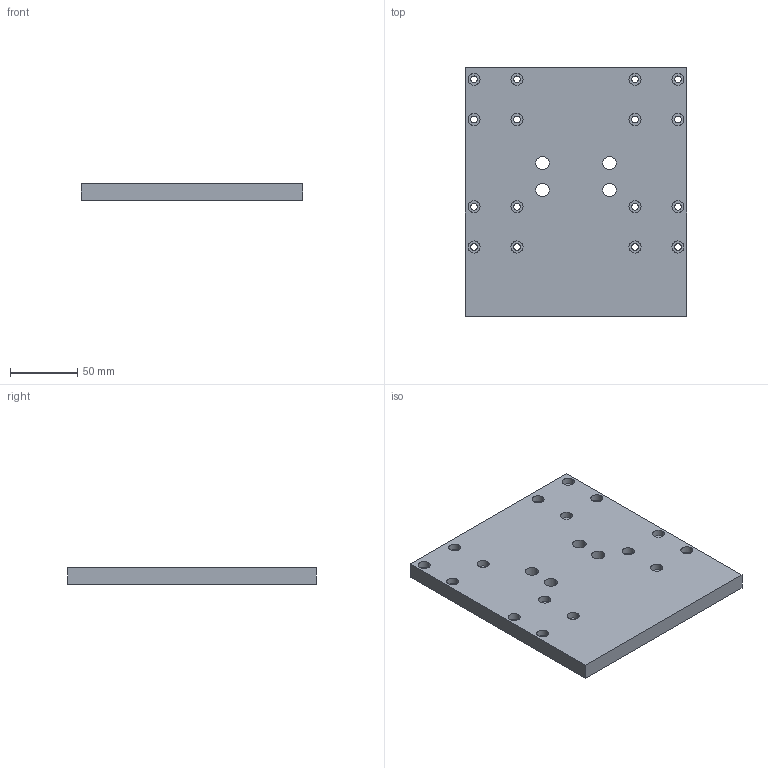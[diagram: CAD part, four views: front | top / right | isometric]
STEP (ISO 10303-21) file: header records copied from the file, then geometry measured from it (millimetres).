
FILE_DESCRIPTION (( 'STEP AP203' ), '1' );
FILE_NAME ('plaque broche.STEP', '2012-12-20T09:47:58', ( 'Alex' ), ( '' ), 'SwSTEP 2.0', 'SolidWorks 2012', '' );
FILE_SCHEMA (( 'CONFIG_CONTROL_DESIGN' ));
Length unit declared in the file: millimetre
Products named in the file (1): plaque broche
Bounding box: 165 x 185 x 12 mm (x, y, z)
Volume: 335595.3 mm3; surface area: 74390.1 mm2
Topology: 1 solids, 1 shells, 99 faces, 240 edges, 160 vertices
Faces by surface type: cylinder 72, plane 27
Entity records: 3135 total; most frequent: DIRECTION 584, CARTESIAN_POINT 500, ORIENTED_EDGE 480, AXIS2_PLACEMENT_3D 244, EDGE_CURVE 240, VERTEX_POINT 160, EDGE_LOOP 156, CIRCLE 144
